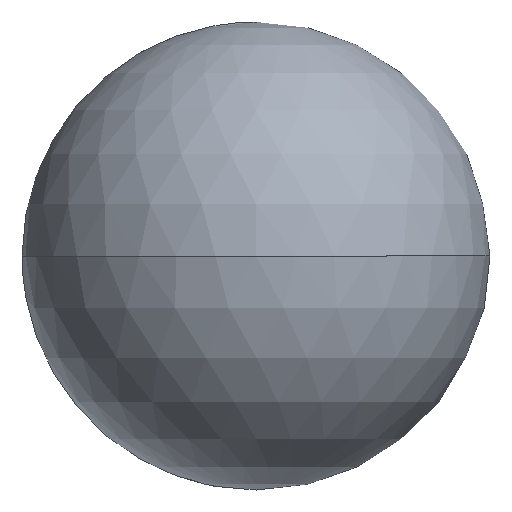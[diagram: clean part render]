
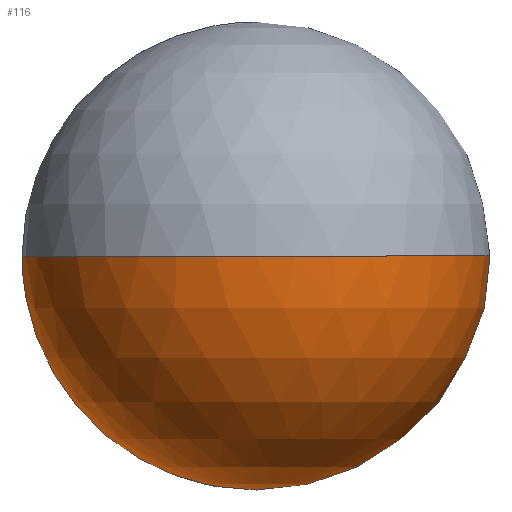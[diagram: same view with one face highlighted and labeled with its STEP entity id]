
A CAD part, front view. The second image highlights one B-rep face of the part: STEP entity #116.
In plain terms, the highlighted spherical face has radius 2.838 mm.
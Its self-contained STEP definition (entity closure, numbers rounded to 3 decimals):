
#13 = EDGE_CURVE ( 'NONE', #340, #321, #353, .T. ) ;
#23 = ORIENTED_EDGE ( 'NONE', *, *, #305, .F. ) ;
#25 = FACE_OUTER_BOUND ( 'NONE', #59, .T. ) ;
#30 = VERTEX_POINT ( 'NONE', #192 ) ;
#59 = EDGE_LOOP ( 'NONE', ( #354, #114, #217, #23 ) ) ;
#75 = DIRECTION ( 'NONE',  ( 0., 0., 1. ) ) ;
#76 = CIRCLE ( 'NONE', #276, 2.838 ) ;
#92 = DIRECTION ( 'NONE',  ( 0., 0., 1. ) ) ;
#114 = ORIENTED_EDGE ( 'NONE', *, *, #123, .T. ) ;
#116 = ADVANCED_FACE ( 'NONE', ( #25 ), #371, .T. ) ;
#123 = EDGE_CURVE ( 'NONE', #340, #30, #76, .T. ) ;
#127 = CARTESIAN_POINT ( 'NONE',  ( 0., 0., 0. ) ) ;
#128 = DIRECTION ( 'NONE',  ( 0., 0., -1. ) ) ;
#138 = AXIS2_PLACEMENT_3D ( 'NONE', #127, #92, #361 ) ;
#140 = CARTESIAN_POINT ( 'NONE',  ( 0.7, 2.75, 0. ) ) ;
#150 = CARTESIAN_POINT ( 'NONE',  ( 0., 2.75, 0. ) ) ;
#160 = CARTESIAN_POINT ( 'NONE',  ( 0., 0., 0. ) ) ;
#168 = CARTESIAN_POINT ( 'NONE',  ( 0., 0., 0. ) ) ;
#170 = CARTESIAN_POINT ( 'NONE',  ( 0., -2.838, 0. ) ) ;
#179 = VERTEX_POINT ( 'NONE', #425 ) ;
#192 = CARTESIAN_POINT ( 'NONE',  ( -0.7, 2.75, 0. ) ) ;
#217 = ORIENTED_EDGE ( 'NONE', *, *, #416, .F. ) ;
#242 = AXIS2_PLACEMENT_3D ( 'NONE', #150, #290, #360 ) ;
#276 = AXIS2_PLACEMENT_3D ( 'NONE', #160, #128, #302 ) ;
#277 = DIRECTION ( 'NONE',  ( 0., 0., -1. ) ) ;
#280 = CIRCLE ( 'NONE', #242, 0.7 ) ;
#290 = DIRECTION ( 'NONE',  ( 0., 1., 0. ) ) ;
#299 = CIRCLE ( 'NONE', #322, 0.7 ) ;
#302 = DIRECTION ( 'NONE',  ( -1., 0., 0. ) ) ;
#305 = EDGE_CURVE ( 'NONE', #321, #179, #299, .T. ) ;
#314 = CARTESIAN_POINT ( 'NONE',  ( 0., 2.75, 0. ) ) ;
#317 = AXIS2_PLACEMENT_3D ( 'NONE', #168, #75, #364 ) ;
#321 = VERTEX_POINT ( 'NONE', #140 ) ;
#322 = AXIS2_PLACEMENT_3D ( 'NONE', #314, #373, #277 ) ;
#340 = VERTEX_POINT ( 'NONE', #170 ) ;
#353 = CIRCLE ( 'NONE', #138, 2.838 ) ;
#354 = ORIENTED_EDGE ( 'NONE', *, *, #13, .F. ) ;
#360 = DIRECTION ( 'NONE',  ( 0., 0., -1. ) ) ;
#361 = DIRECTION ( 'NONE',  ( 1., 0., 0. ) ) ;
#364 = DIRECTION ( 'NONE',  ( -1., 0., 0. ) ) ;
#371 = SPHERICAL_SURFACE ( 'NONE', #317, 2.838 ) ;
#373 = DIRECTION ( 'NONE',  ( 0., 1., 0. ) ) ;
#416 = EDGE_CURVE ( 'NONE', #179, #30, #280, .T. ) ;
#425 = CARTESIAN_POINT ( 'NONE',  ( 0., 2.75, -0.7 ) ) ;
